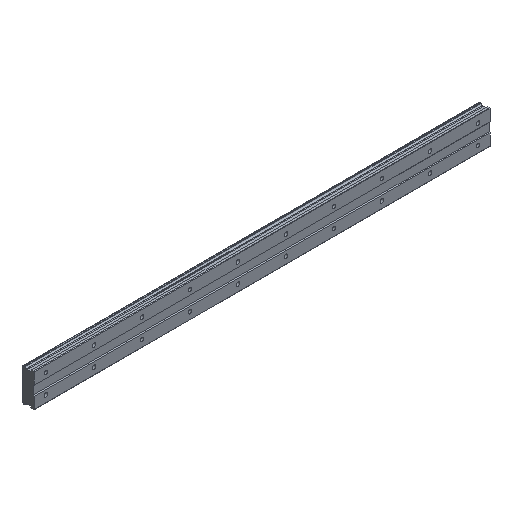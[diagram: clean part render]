
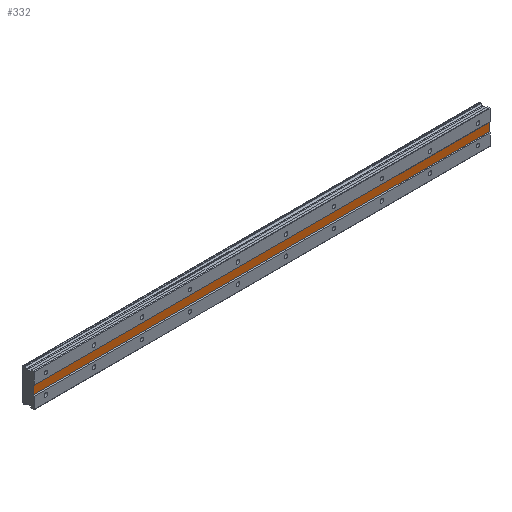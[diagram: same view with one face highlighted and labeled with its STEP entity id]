
A CAD part, isometric view. The second image highlights one B-rep face of the part: STEP entity #332.
In plain terms, the highlighted planar face has unit normal (0, -1, 0).
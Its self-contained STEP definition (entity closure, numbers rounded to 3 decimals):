
#10 = VECTOR ( 'NONE', #1445, 1000. ) ;
#58 = DIRECTION ( 'NONE',  ( 0., 0., 1. ) ) ;
#316 = ORIENTED_EDGE ( 'NONE', *, *, #1843, .F. ) ;
#332 = ADVANCED_FACE ( 'NONE', ( #2683 ), #1397, .F. ) ;
#646 = LINE ( 'NONE', #2220, #1250 ) ;
#669 = CARTESIAN_POINT ( 'NONE',  ( -15., 1., 20.827 ) ) ;
#736 = AXIS2_PLACEMENT_3D ( 'NONE', #3702, #3012, #58 ) ;
#988 = DIRECTION ( 'NONE',  ( 0., 0., -1. ) ) ;
#990 = VERTEX_POINT ( 'NONE', #2827 ) ;
#1169 = ORIENTED_EDGE ( 'NONE', *, *, #1863, .T. ) ;
#1229 = CARTESIAN_POINT ( 'NONE',  ( -15., 1., 5. ) ) ;
#1250 = VECTOR ( 'NONE', #3575, 1000. ) ;
#1311 = ORIENTED_EDGE ( 'NONE', *, *, #2824, .F. ) ;
#1397 = PLANE ( 'NONE',  #736 ) ;
#1403 = CARTESIAN_POINT ( 'NONE',  ( 555., 1., 5. ) ) ;
#1417 = LINE ( 'NONE', #2357, #4042 ) ;
#1445 = DIRECTION ( 'NONE',  ( -1., 0., 0. ) ) ;
#1548 = VERTEX_POINT ( 'NONE', #3100 ) ;
#1808 = EDGE_LOOP ( 'NONE', ( #1311, #316, #4022, #1169 ) ) ;
#1843 = EDGE_CURVE ( 'NONE', #990, #3970, #646, .T. ) ;
#1863 = EDGE_CURVE ( 'NONE', #4047, #1548, #3912, .T. ) ;
#2220 = CARTESIAN_POINT ( 'NONE',  ( 555., 1., 20.827 ) ) ;
#2357 = CARTESIAN_POINT ( 'NONE',  ( 555., 1., -5. ) ) ;
#2683 = FACE_OUTER_BOUND ( 'NONE', #1808, .T. ) ;
#2733 = DIRECTION ( 'NONE',  ( -1., 0., 0. ) ) ;
#2824 = EDGE_CURVE ( 'NONE', #3970, #1548, #1417, .T. ) ;
#2827 = CARTESIAN_POINT ( 'NONE',  ( 555., 1., 5. ) ) ;
#2911 = VECTOR ( 'NONE', #988, 1000. ) ;
#3012 = DIRECTION ( 'NONE',  ( 0., 1., 0. ) ) ;
#3100 = CARTESIAN_POINT ( 'NONE',  ( -15., 1., -5. ) ) ;
#3168 = CARTESIAN_POINT ( 'NONE',  ( 555., 1., -5. ) ) ;
#3437 = EDGE_CURVE ( 'NONE', #990, #4047, #3995, .T. ) ;
#3575 = DIRECTION ( 'NONE',  ( 0., 0., -1. ) ) ;
#3702 = CARTESIAN_POINT ( 'NONE',  ( 555., 1., 5. ) ) ;
#3912 = LINE ( 'NONE', #669, #2911 ) ;
#3970 = VERTEX_POINT ( 'NONE', #3168 ) ;
#3995 = LINE ( 'NONE', #1403, #10 ) ;
#4022 = ORIENTED_EDGE ( 'NONE', *, *, #3437, .T. ) ;
#4042 = VECTOR ( 'NONE', #2733, 1000. ) ;
#4047 = VERTEX_POINT ( 'NONE', #1229 ) ;
